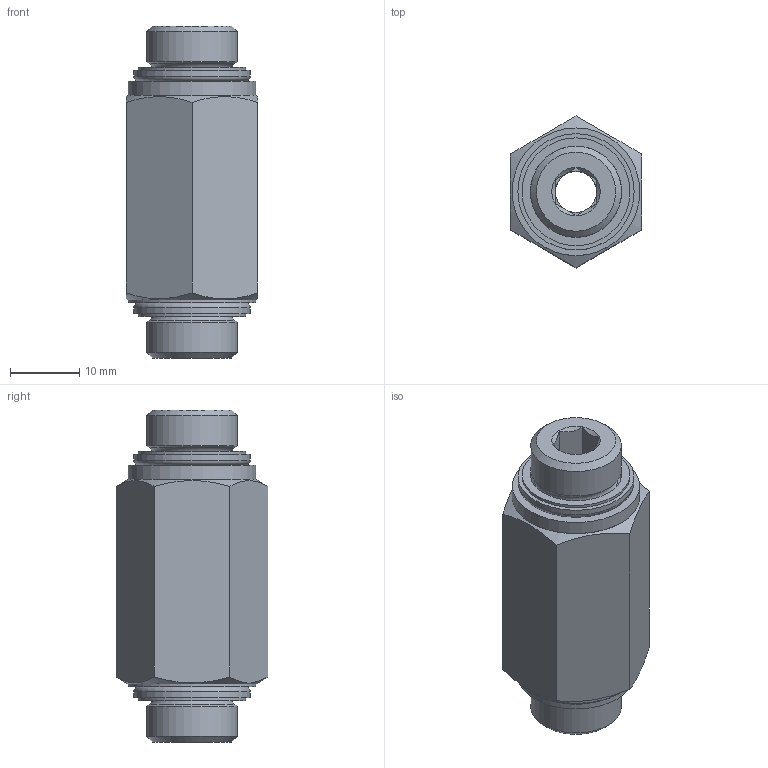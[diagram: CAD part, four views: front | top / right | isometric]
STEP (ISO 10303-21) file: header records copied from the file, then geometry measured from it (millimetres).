
FILE_DESCRIPTION(/* description */ ('STEP AP214'),/* implementation_level */ '2;1');
FILE_NAME(/* name */ '11689_H-1_4-B',/* time_stamp */ '2024-08-26T18:47:33+02:00',/* author */ ('License CC BY-ND 4.0'),/* organization */ ('CADENAS'),/* preprocessor_version */ 'ST-DEVELOPER v19.3',/* originating_system */ 'PARTsolutions',/* authorisation */ ' ');
FILE_SCHEMA (('AUTOMOTIVE_DESIGN {1 0 10303 214 3 1 1}'));
Length unit declared in the file: millimetre
Products named in the file (1): 11689 H-1_4-B
Bounding box: 19 x 21.94 x 48 mm (x, y, z)
Volume: 10798.3 mm3; surface area: 4662.9 mm2
Topology: 1 solids, 1 shells, 52 faces, 110 edges, 67 vertices
Faces by surface type: plane 27, cylinder 11, cone 10, torus 4
Full cylindrical faces by diameter (mm): 6 x1, 13.157 x2, 13.2 x2, 15.6 x2, 16.8 x2, 18.45 x1, 18.5 x1
Entity records: 1658 total; most frequent: CARTESIAN_POINT 287, DIRECTION 206, ORIENTED_EDGE 160, AXIS2_PLACEMENT_3D 91, EDGE_LOOP 86, FACE_BOUND 86, EDGE_CURVE 80, VERTEX_POINT 62
